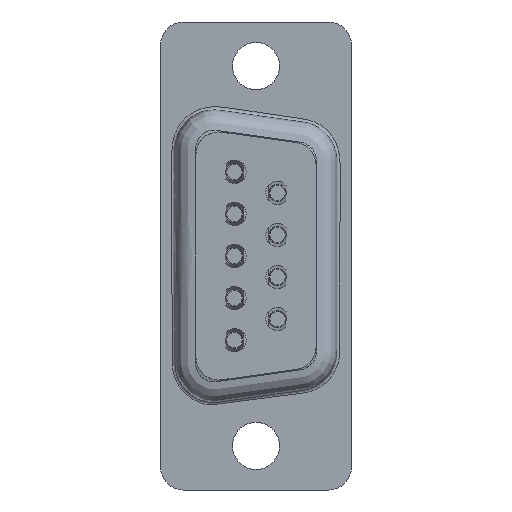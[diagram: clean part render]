
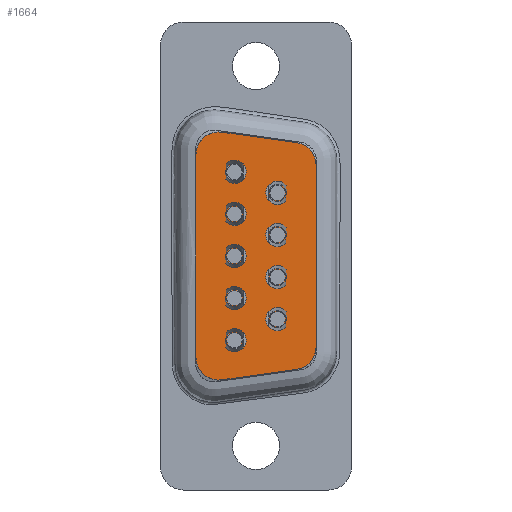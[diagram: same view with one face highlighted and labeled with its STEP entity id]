
A CAD part, left-side view. The second image highlights one B-rep face of the part: STEP entity #1664.
In plain terms, the highlighted planar face has unit normal (-1, 0, 0).
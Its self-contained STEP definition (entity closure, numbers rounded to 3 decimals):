
#1261=FACE_BOUND('',#2091,.T.);
#1262=FACE_BOUND('',#2092,.T.);
#1263=FACE_BOUND('',#2093,.T.);
#1264=FACE_BOUND('',#2094,.T.);
#1265=FACE_BOUND('',#2095,.T.);
#1266=FACE_BOUND('',#2096,.T.);
#1267=FACE_BOUND('',#2097,.T.);
#1268=FACE_BOUND('',#2098,.T.);
#1269=FACE_BOUND('',#2099,.T.);
#1270=FACE_BOUND('',#2100,.T.);
#1366=PLANE('',#4039);
#1454=LINE('',#14356,#1549);
#1455=LINE('',#14360,#1550);
#1456=LINE('',#14364,#1551);
#1457=LINE('',#14368,#1552);
#1549=VECTOR('',#4544,1.);
#1550=VECTOR('',#4547,1.);
#1551=VECTOR('',#4550,1.);
#1552=VECTOR('',#4553,1.);
#1664=ADVANCED_FACE('',(#1261,#1262,#1263,#1264,#1265,#1266,#1267,#1268,
#1269,#1270),#1366,.T.);
#2091=EDGE_LOOP('',(#2732,#2733,#2734,#2735,#2736,#2737,#2738,#2739));
#2092=EDGE_LOOP('',(#2740));
#2093=EDGE_LOOP('',(#2741));
#2094=EDGE_LOOP('',(#2742));
#2095=EDGE_LOOP('',(#2743));
#2096=EDGE_LOOP('',(#2744));
#2097=EDGE_LOOP('',(#2745));
#2098=EDGE_LOOP('',(#2746));
#2099=EDGE_LOOP('',(#2747));
#2100=EDGE_LOOP('',(#2748));
#2336=CIRCLE('',#4026,1.5);
#2337=CIRCLE('',#4027,1.5);
#2338=CIRCLE('',#4028,1.5);
#2339=CIRCLE('',#4029,1.5);
#2340=CIRCLE('',#4030,0.5);
#2341=CIRCLE('',#4031,0.5);
#2342=CIRCLE('',#4032,0.5);
#2343=CIRCLE('',#4033,0.5);
#2344=CIRCLE('',#4034,0.5);
#2345=CIRCLE('',#4035,0.5);
#2346=CIRCLE('',#4036,0.5);
#2347=CIRCLE('',#4037,0.5);
#2348=CIRCLE('',#4038,0.5);
#2732=ORIENTED_EDGE('',*,*,#3569,.F.);
#2733=ORIENTED_EDGE('',*,*,#3570,.F.);
#2734=ORIENTED_EDGE('',*,*,#3571,.F.);
#2735=ORIENTED_EDGE('',*,*,#3572,.F.);
#2736=ORIENTED_EDGE('',*,*,#3573,.F.);
#2737=ORIENTED_EDGE('',*,*,#3574,.F.);
#2738=ORIENTED_EDGE('',*,*,#3575,.F.);
#2739=ORIENTED_EDGE('',*,*,#3576,.F.);
#2740=ORIENTED_EDGE('',*,*,#3577,.T.);
#2741=ORIENTED_EDGE('',*,*,#3578,.T.);
#2742=ORIENTED_EDGE('',*,*,#3579,.T.);
#2743=ORIENTED_EDGE('',*,*,#3580,.T.);
#2744=ORIENTED_EDGE('',*,*,#3581,.T.);
#2745=ORIENTED_EDGE('',*,*,#3582,.T.);
#2746=ORIENTED_EDGE('',*,*,#3583,.T.);
#2747=ORIENTED_EDGE('',*,*,#3584,.T.);
#2748=ORIENTED_EDGE('',*,*,#3585,.T.);
#3267=VERTEX_POINT('',#14354);
#3268=VERTEX_POINT('',#14355);
#3269=VERTEX_POINT('',#14357);
#3270=VERTEX_POINT('',#14359);
#3271=VERTEX_POINT('',#14361);
#3272=VERTEX_POINT('',#14363);
#3273=VERTEX_POINT('',#14365);
#3274=VERTEX_POINT('',#14367);
#3275=VERTEX_POINT('',#14370);
#3276=VERTEX_POINT('',#14372);
#3277=VERTEX_POINT('',#14374);
#3278=VERTEX_POINT('',#14376);
#3279=VERTEX_POINT('',#14378);
#3280=VERTEX_POINT('',#14380);
#3281=VERTEX_POINT('',#14382);
#3282=VERTEX_POINT('',#14384);
#3283=VERTEX_POINT('',#14386);
#3569=EDGE_CURVE('',#3267,#3268,#2336,.T.);
#3570=EDGE_CURVE('',#3269,#3267,#1454,.T.);
#3571=EDGE_CURVE('',#3270,#3269,#2337,.T.);
#3572=EDGE_CURVE('',#3271,#3270,#1455,.T.);
#3573=EDGE_CURVE('',#3272,#3271,#2338,.T.);
#3574=EDGE_CURVE('',#3273,#3272,#1456,.T.);
#3575=EDGE_CURVE('',#3274,#3273,#2339,.T.);
#3576=EDGE_CURVE('',#3268,#3274,#1457,.T.);
#3577=EDGE_CURVE('',#3275,#3275,#2340,.T.);
#3578=EDGE_CURVE('',#3276,#3276,#2341,.T.);
#3579=EDGE_CURVE('',#3277,#3277,#2342,.T.);
#3580=EDGE_CURVE('',#3278,#3278,#2343,.T.);
#3581=EDGE_CURVE('',#3279,#3279,#2344,.T.);
#3582=EDGE_CURVE('',#3280,#3280,#2345,.T.);
#3583=EDGE_CURVE('',#3281,#3281,#2346,.T.);
#3584=EDGE_CURVE('',#3282,#3282,#2347,.T.);
#3585=EDGE_CURVE('',#3283,#3283,#2348,.T.);
#4026=AXIS2_PLACEMENT_3D('',#14353,#4542,#4543);
#4027=AXIS2_PLACEMENT_3D('',#14358,#4545,#4546);
#4028=AXIS2_PLACEMENT_3D('',#14362,#4548,#4549);
#4029=AXIS2_PLACEMENT_3D('',#14366,#4551,#4552);
#4030=AXIS2_PLACEMENT_3D('',#14369,#4554,#4555);
#4031=AXIS2_PLACEMENT_3D('',#14371,#4556,#4557);
#4032=AXIS2_PLACEMENT_3D('',#14373,#4558,#4559);
#4033=AXIS2_PLACEMENT_3D('',#14375,#4560,#4561);
#4034=AXIS2_PLACEMENT_3D('',#14377,#4562,#4563);
#4035=AXIS2_PLACEMENT_3D('',#14379,#4564,#4565);
#4036=AXIS2_PLACEMENT_3D('',#14381,#4566,#4567);
#4037=AXIS2_PLACEMENT_3D('',#14383,#4568,#4569);
#4038=AXIS2_PLACEMENT_3D('',#14385,#4570,#4571);
#4039=AXIS2_PLACEMENT_3D('',#14387,#4572,#4573);
#4542=DIRECTION('',(1.,0.,0.));
#4543=DIRECTION('',(0.,0.,-1.));
#4544=DIRECTION('',(0.,0.99,-0.139));
#4545=DIRECTION('',(1.,0.,0.));
#4546=DIRECTION('',(0.,1.,0.));
#4547=DIRECTION('',(0.,0.,-1.));
#4548=DIRECTION('',(1.,0.,0.));
#4549=DIRECTION('',(0.,1.,0.));
#4550=DIRECTION('',(0.,-0.99,-0.139));
#4551=DIRECTION('',(1.,0.,0.));
#4552=DIRECTION('',(0.,1.,0.));
#4553=DIRECTION('',(0.,0.,1.));
#4554=DIRECTION('',(1.,0.,0.));
#4555=DIRECTION('',(0.,0.,1.));
#4556=DIRECTION('',(1.,0.,0.));
#4557=DIRECTION('',(0.,0.,1.));
#4558=DIRECTION('',(1.,0.,0.));
#4559=DIRECTION('',(0.,0.,1.));
#4560=DIRECTION('',(1.,0.,0.));
#4561=DIRECTION('',(0.,0.,1.));
#4562=DIRECTION('',(1.,0.,0.));
#4563=DIRECTION('',(0.,0.,1.));
#4564=DIRECTION('',(1.,0.,0.));
#4565=DIRECTION('',(0.,0.,1.));
#4566=DIRECTION('',(1.,0.,0.));
#4567=DIRECTION('',(0.,0.,1.));
#4568=DIRECTION('',(1.,0.,0.));
#4569=DIRECTION('',(0.,0.,1.));
#4570=DIRECTION('',(1.,0.,0.));
#4571=DIRECTION('',(0.,0.,1.));
#4572=DIRECTION('',(-1.,0.,0.));
#4573=DIRECTION('',(0.,0.,-1.));
#14353=CARTESIAN_POINT('',(-6.2,8.7,-6.665));
#14354=CARTESIAN_POINT('',(-6.2,8.491,-8.15));
#14355=CARTESIAN_POINT('',(-6.2,10.2,-6.665));
#14356=CARTESIAN_POINT('',(-6.2,6.041,-7.806));
#14357=CARTESIAN_POINT('',(-6.2,3.591,-7.462));
#14358=CARTESIAN_POINT('',(-6.2,3.8,-5.976));
#14359=CARTESIAN_POINT('',(-6.2,2.3,-5.976));
#14360=CARTESIAN_POINT('',(-6.2,2.3,0.));
#14361=CARTESIAN_POINT('',(-6.2,2.3,5.976));
#14362=CARTESIAN_POINT('',(-6.2,3.8,5.976));
#14363=CARTESIAN_POINT('',(-6.2,3.591,7.462));
#14364=CARTESIAN_POINT('',(-6.2,6.041,7.806));
#14365=CARTESIAN_POINT('',(-6.2,8.491,8.15));
#14366=CARTESIAN_POINT('',(-6.2,8.7,6.665));
#14367=CARTESIAN_POINT('',(-6.2,10.2,6.665));
#14368=CARTESIAN_POINT('',(-6.2,10.2,0.));
#14369=CARTESIAN_POINT('',(-6.2,4.83,-4.16));
#14370=CARTESIAN_POINT('',(-6.2,4.83,-3.66));
#14371=CARTESIAN_POINT('',(-6.2,7.67,2.765));
#14372=CARTESIAN_POINT('',(-6.2,7.67,3.265));
#14373=CARTESIAN_POINT('',(-6.2,7.67,-2.775));
#14374=CARTESIAN_POINT('',(-6.2,7.67,-2.275));
#14375=CARTESIAN_POINT('',(-6.2,7.67,-5.545));
#14376=CARTESIAN_POINT('',(-6.2,7.67,-5.045));
#14377=CARTESIAN_POINT('',(-6.2,7.67,-0.005));
#14378=CARTESIAN_POINT('',(-6.2,7.67,0.495));
#14379=CARTESIAN_POINT('',(-6.2,7.67,5.535));
#14380=CARTESIAN_POINT('',(-6.2,7.67,6.035));
#14381=CARTESIAN_POINT('',(-6.2,4.83,-1.39));
#14382=CARTESIAN_POINT('',(-6.2,4.83,-0.89));
#14383=CARTESIAN_POINT('',(-6.2,4.83,4.15));
#14384=CARTESIAN_POINT('',(-6.2,4.83,4.65));
#14385=CARTESIAN_POINT('',(-6.2,4.83,1.38));
#14386=CARTESIAN_POINT('',(-6.2,4.83,1.88));
#14387=CARTESIAN_POINT('',(-6.2,1.45,-9.955));
